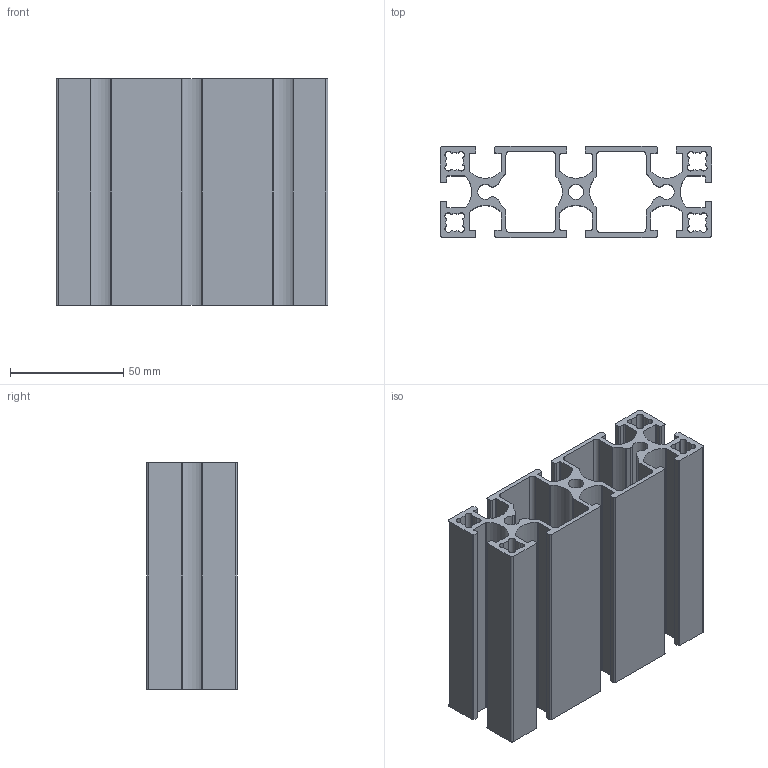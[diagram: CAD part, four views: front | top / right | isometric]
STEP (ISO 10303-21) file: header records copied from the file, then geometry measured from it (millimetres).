
FILE_DESCRIPTION((''),'2;1');
FILE_NAME('AGF40120-8.stp','2020-07-24T13:20:57',('user'),(''),'Autodesk Inventor 2012','Autodesk Inventor 2012','');
FILE_SCHEMA(('AUTOMOTIVE_DESIGN { 1 0 10303 214 1 1 1 1 }'));
Length unit declared in the file: millimetre
Products named in the file (1): 零件61
Bounding box: 120 x 40 x 100 mm (x, y, z)
Volume: 135729.4 mm3; surface area: 104371.7 mm2
Topology: 1 solids, 1 shells, 219 faces, 651 edges, 434 vertices
Faces by surface type: cylinder 141, plane 78
Full cylindrical faces by diameter (mm): 6.8 x1
Entity records: 7516 total; most frequent: DIRECTION 1372, CARTESIAN_POINT 1304, ORIENTED_EDGE 1300, EDGE_CURVE 650, AXIS2_PLACEMENT_3D 502, VERTEX_POINT 434, VECTOR 368, LINE 368
